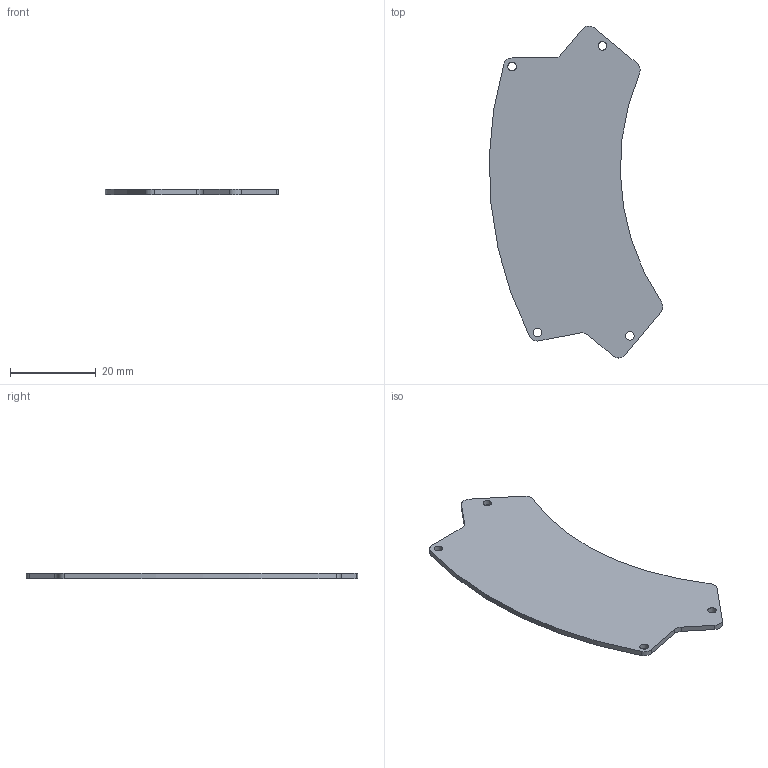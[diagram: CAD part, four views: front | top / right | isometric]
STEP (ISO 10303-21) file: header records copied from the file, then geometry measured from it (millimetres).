
FILE_DESCRIPTION(/* description */ (''),/* implementation_level */ '2;1');
FILE_NAME(/* name */ 'PCB_Edge.stp',/* time_stamp */ '2023-12-23T19:34:47+09:00',/* author */ ('Hanaoka'),/* organization */ (''),/* preprocessor_version */ 'ST-DEVELOPER v20',/* originating_system */ 'Autodesk Inventor 2024',/* authorisation */ '');
FILE_SCHEMA (('AUTOMOTIVE_DESIGN { 1 0 10303 214 3 1 1 }'));
Length unit declared in the file: millimetre
Products named in the file (1): MainMCU_PCB
Bounding box: 40.31 x 77.21 x 1.2 mm (x, y, z)
Volume: 2541.6 mm3; surface area: 4508.4 mm2
Topology: 1 solids, 1 shells, 22 faces, 60 edges, 41 vertices
Faces by surface type: cylinder 14, plane 8
Full cylindrical faces by diameter (mm): 2 x4
Entity records: 813 total; most frequent: DIRECTION 134, CARTESIAN_POINT 124, ORIENTED_EDGE 120, EDGE_CURVE 60, AXIS2_PLACEMENT_3D 51, VERTEX_POINT 40, LINE 32, VECTOR 32
